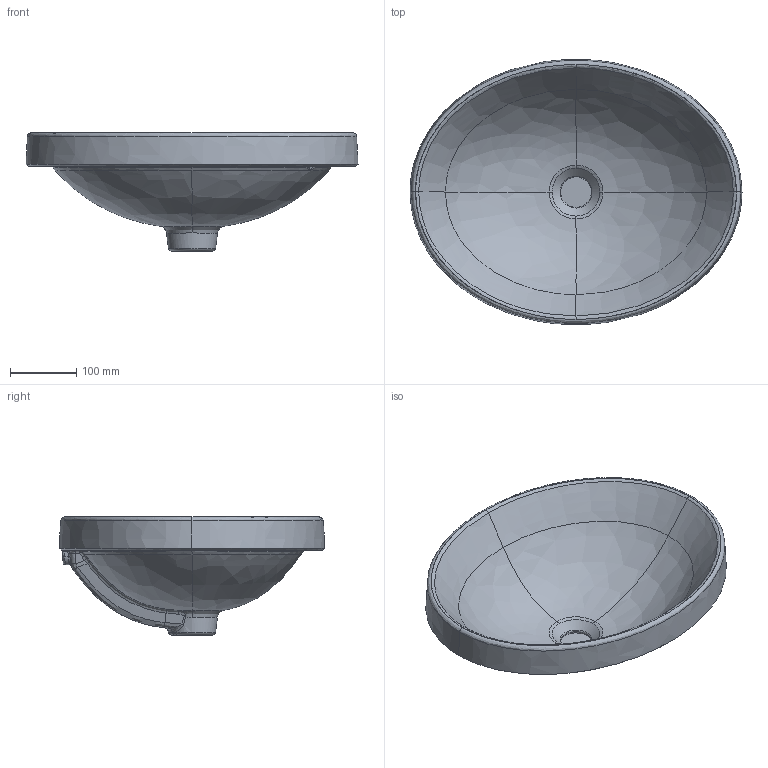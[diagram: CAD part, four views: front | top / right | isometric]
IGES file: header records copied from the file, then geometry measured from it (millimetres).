
Global section: file name: 500709; native system: Autodesk Inventor 2018; preprocessor: unknown; author: JANAN; date: 20201210.131456; units: millimetre
Bounding box: 499.73 x 398.89 x 178 mm (x, y, z)
Volume: 3763535.3 mm3; surface area: 477170.5 mm2
Topology: 1 solids, 1 shells, 174 faces, 411 edges, 240 vertices
Faces by surface type: bspline 174
